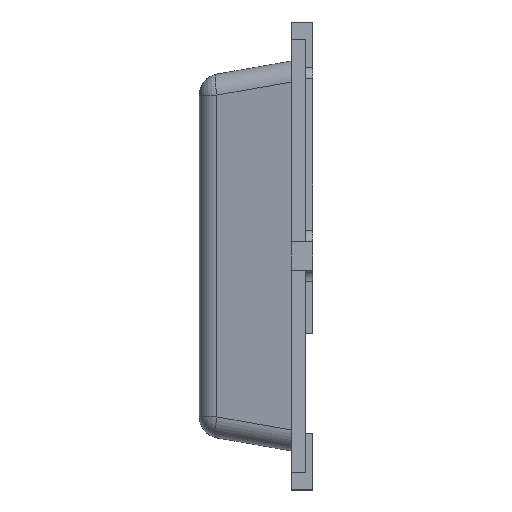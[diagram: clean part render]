
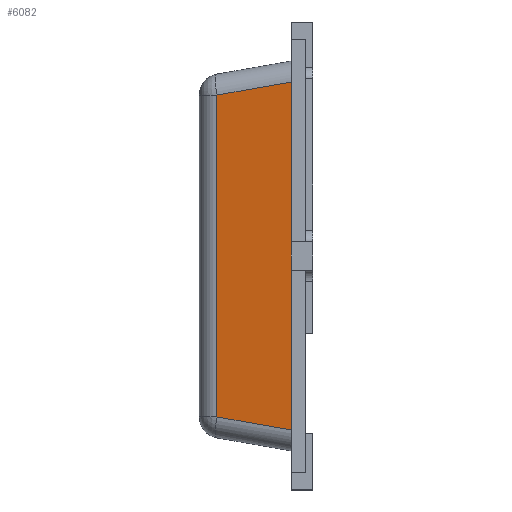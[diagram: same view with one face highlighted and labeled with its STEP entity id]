
A CAD part, left-side view. The second image highlights one B-rep face of the part: STEP entity #6082.
In plain terms, the highlighted planar face has unit normal (-0.985, 0.174, 0).
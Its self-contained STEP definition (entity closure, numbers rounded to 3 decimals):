
#200 = ORIENTED_EDGE ( 'NONE', *, *, #2979, .T. ) ;
#348 = LINE ( 'NONE', #3041, #6779 ) ;
#417 = ORIENTED_EDGE ( 'NONE', *, *, #3742, .T. ) ;
#651 = VERTEX_POINT ( 'NONE', #6828 ) ;
#941 = CARTESIAN_POINT ( 'NONE',  ( -1.299, 0.532, -1.151 ) ) ;
#1529 = LINE ( 'NONE', #4524, #2169 ) ;
#1586 = VECTOR ( 'NONE', #1840, 1000. ) ;
#1732 = LINE ( 'NONE', #941, #5693 ) ;
#1840 = DIRECTION ( 'NONE',  ( 0.171, 0.97, -0.171 ) ) ;
#1900 = CARTESIAN_POINT ( 'NONE',  ( -1.375, 0.1, -1.227 ) ) ;
#2004 = AXIS2_PLACEMENT_3D ( 'NONE', #7372, #2133, #2234 ) ;
#2036 = CARTESIAN_POINT ( 'NONE',  ( -1.375, 0.1, 0.1 ) ) ;
#2133 = DIRECTION ( 'NONE',  ( -0.985, 0.174, 0. ) ) ;
#2169 = VECTOR ( 'NONE', #4504, 1000. ) ;
#2223 = VERTEX_POINT ( 'NONE', #2036 ) ;
#2234 = DIRECTION ( 'NONE',  ( -0.174, -0.985, 0. ) ) ;
#2332 = CARTESIAN_POINT ( 'NONE',  ( -1.282, 0.626, -1.135 ) ) ;
#2648 = CARTESIAN_POINT ( 'NONE',  ( -1.282, 0.626, 1.375 ) ) ;
#2861 = LINE ( 'NONE', #5333, #1586 ) ;
#2979 = EDGE_CURVE ( 'NONE', #651, #3864, #6632, .T. ) ;
#3041 = CARTESIAN_POINT ( 'NONE',  ( -1.375, 0.1, 1.375 ) ) ;
#3148 = ORIENTED_EDGE ( 'NONE', *, *, #6697, .T. ) ;
#3283 = VERTEX_POINT ( 'NONE', #3591 ) ;
#3304 = FACE_OUTER_BOUND ( 'NONE', #4039, .T. ) ;
#3323 = VECTOR ( 'NONE', #5249, 1000. ) ;
#3377 = PLANE ( 'NONE',  #2004 ) ;
#3414 = ORIENTED_EDGE ( 'NONE', *, *, #5785, .T. ) ;
#3591 = CARTESIAN_POINT ( 'NONE',  ( -1.375, 0.1, 1.227 ) ) ;
#3617 = CARTESIAN_POINT ( 'NONE',  ( -1.375, 0.1, 1.375 ) ) ;
#3742 = EDGE_CURVE ( 'NONE', #5906, #7423, #1529, .T. ) ;
#3772 = LINE ( 'NONE', #3617, #3323 ) ;
#3864 = VERTEX_POINT ( 'NONE', #2332 ) ;
#4039 = EDGE_LOOP ( 'NONE', ( #200, #4434, #417, #3414, #3148, #4596 ) ) ;
#4204 = DIRECTION ( 'NONE',  ( 0., 0., 1. ) ) ;
#4434 = ORIENTED_EDGE ( 'NONE', *, *, #5432, .T. ) ;
#4504 = DIRECTION ( 'NONE',  ( 0., 0., 1. ) ) ;
#4524 = CARTESIAN_POINT ( 'NONE',  ( -1.375, 0.1, 1.375 ) ) ;
#4596 = ORIENTED_EDGE ( 'NONE', *, *, #7163, .T. ) ;
#5249 = DIRECTION ( 'NONE',  ( 0., 0., 1. ) ) ;
#5333 = CARTESIAN_POINT ( 'NONE',  ( -1.379, 0.075, 1.232 ) ) ;
#5432 = EDGE_CURVE ( 'NONE', #3864, #5906, #1732, .T. ) ;
#5473 = DIRECTION ( 'NONE',  ( 0., 0., -1. ) ) ;
#5521 = VECTOR ( 'NONE', #5473, 1000. ) ;
#5578 = DIRECTION ( 'NONE',  ( -0.171, -0.97, -0.171 ) ) ;
#5693 = VECTOR ( 'NONE', #5578, 1000. ) ;
#5785 = EDGE_CURVE ( 'NONE', #7423, #2223, #3772, .T. ) ;
#5906 = VERTEX_POINT ( 'NONE', #1900 ) ;
#5953 = CARTESIAN_POINT ( 'NONE',  ( -1.375, 0.1, -0.1 ) ) ;
#6082 = ADVANCED_FACE ( 'NONE', ( #3304 ), #3377, .T. ) ;
#6632 = LINE ( 'NONE', #2648, #5521 ) ;
#6697 = EDGE_CURVE ( 'NONE', #2223, #3283, #348, .T. ) ;
#6779 = VECTOR ( 'NONE', #4204, 1000. ) ;
#6828 = CARTESIAN_POINT ( 'NONE',  ( -1.282, 0.626, 1.135 ) ) ;
#7163 = EDGE_CURVE ( 'NONE', #3283, #651, #2861, .T. ) ;
#7372 = CARTESIAN_POINT ( 'NONE',  ( -1.375, 0.1, 1.375 ) ) ;
#7423 = VERTEX_POINT ( 'NONE', #5953 ) ;
